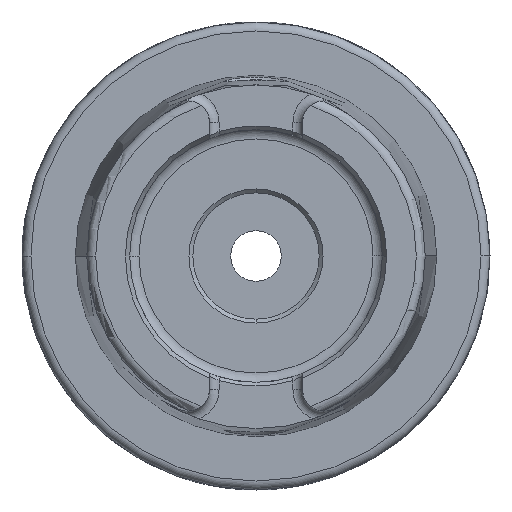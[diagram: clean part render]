
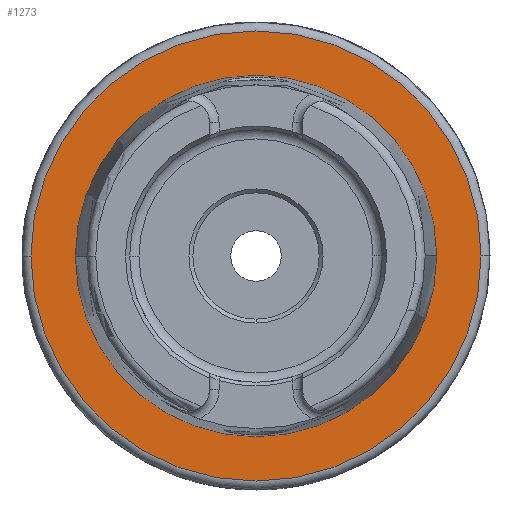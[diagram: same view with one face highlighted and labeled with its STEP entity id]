
A CAD part, left-side view. The second image highlights one B-rep face of the part: STEP entity #1273.
In plain terms, the highlighted planar face has unit normal (-1, 0, 0).
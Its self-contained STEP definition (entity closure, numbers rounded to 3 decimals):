
#23 = CIRCLE ( 'NONE', #5655, 30.3 ) ;
#59 = DIRECTION ( 'NONE',  ( 0., 1., 0. ) ) ;
#139 = DIRECTION ( 'NONE',  ( 0., -1., 0. ) ) ;
#143 = AXIS2_PLACEMENT_3D ( 'NONE', #154, #3639, #649 ) ;
#154 = CARTESIAN_POINT ( 'NONE',  ( 0.05, 0., 0. ) ) ;
#183 = EDGE_CURVE ( 'NONE', #430, #1889, #6087, .T. ) ;
#299 = CARTESIAN_POINT ( 'NONE',  ( 0.05, 30.3, 0. ) ) ;
#392 = CARTESIAN_POINT ( 'NONE',  ( 0.05, 24.321, 0. ) ) ;
#430 = VERTEX_POINT ( 'NONE', #918 ) ;
#649 = DIRECTION ( 'NONE',  ( 0., 1., 0. ) ) ;
#877 = CARTESIAN_POINT ( 'NONE',  ( 0.05, 0., 0. ) ) ;
#918 = CARTESIAN_POINT ( 'NONE',  ( 0.05, -30.3, 0. ) ) ;
#1273 = ADVANCED_FACE ( 'NONE', ( #4808, #3464 ), #1404, .T. ) ;
#1404 = PLANE ( 'NONE',  #2762 ) ;
#1405 = EDGE_LOOP ( 'NONE', ( #3984, #3654 ) ) ;
#1569 = AXIS2_PLACEMENT_3D ( 'NONE', #2065, #5584, #2558 ) ;
#1850 = VERTEX_POINT ( 'NONE', #2332 ) ;
#1889 = VERTEX_POINT ( 'NONE', #299 ) ;
#1892 = DIRECTION ( 'NONE',  ( 0., 1., 0. ) ) ;
#2065 = CARTESIAN_POINT ( 'NONE',  ( 0.05, 0., 0. ) ) ;
#2332 = CARTESIAN_POINT ( 'NONE',  ( 0.05, -24.321, 0. ) ) ;
#2558 = DIRECTION ( 'NONE',  ( 0., 1., 0. ) ) ;
#2762 = AXIS2_PLACEMENT_3D ( 'NONE', #392, #4512, #139 ) ;
#2943 = EDGE_LOOP ( 'NONE', ( #3169, #3311 ) ) ;
#2961 = EDGE_CURVE ( 'NONE', #1889, #430, #23, .T. ) ;
#3027 = EDGE_CURVE ( 'NONE', #1850, #5878, #5196, .T. ) ;
#3049 = DIRECTION ( 'NONE',  ( 1., 0., 0. ) ) ;
#3169 = ORIENTED_EDGE ( 'NONE', *, *, #3850, .T. ) ;
#3311 = ORIENTED_EDGE ( 'NONE', *, *, #3027, .T. ) ;
#3357 = CIRCLE ( 'NONE', #1569, 24.321 ) ;
#3464 = FACE_OUTER_BOUND ( 'NONE', #1405, .T. ) ;
#3639 = DIRECTION ( 'NONE',  ( 1., 0., 0. ) ) ;
#3654 = ORIENTED_EDGE ( 'NONE', *, *, #183, .F. ) ;
#3850 = EDGE_CURVE ( 'NONE', #5878, #1850, #3357, .T. ) ;
#3871 = DIRECTION ( 'NONE',  ( 1., 0., 0. ) ) ;
#3984 = ORIENTED_EDGE ( 'NONE', *, *, #2961, .F. ) ;
#4512 = DIRECTION ( 'NONE',  ( -1., 0., 0. ) ) ;
#4760 = CARTESIAN_POINT ( 'NONE',  ( 0.05, 24.321, 0. ) ) ;
#4808 = FACE_BOUND ( 'NONE', #2943, .T. ) ;
#5196 = CIRCLE ( 'NONE', #143, 24.321 ) ;
#5286 = AXIS2_PLACEMENT_3D ( 'NONE', #877, #3871, #1892 ) ;
#5584 = DIRECTION ( 'NONE',  ( 1., 0., 0. ) ) ;
#5655 = AXIS2_PLACEMENT_3D ( 'NONE', #6072, #3049, #59 ) ;
#5878 = VERTEX_POINT ( 'NONE', #4760 ) ;
#6072 = CARTESIAN_POINT ( 'NONE',  ( 0.05, 0., 0. ) ) ;
#6087 = CIRCLE ( 'NONE', #5286, 30.3 ) ;
